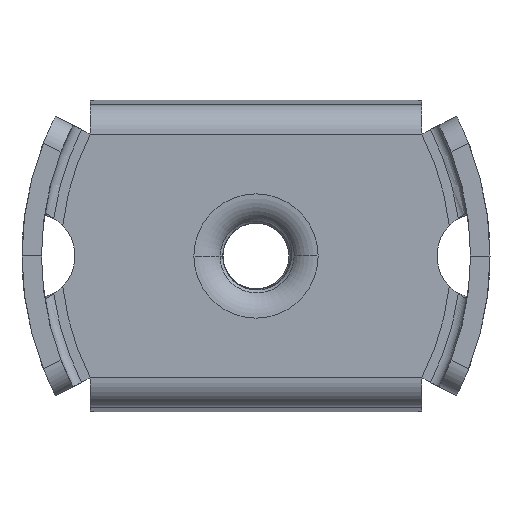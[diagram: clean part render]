
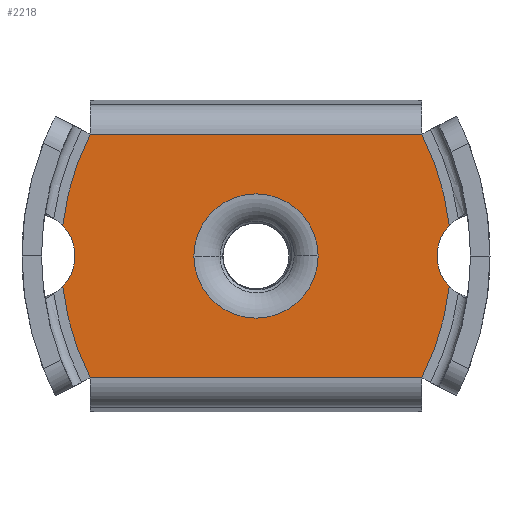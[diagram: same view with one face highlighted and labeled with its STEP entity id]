
A CAD part, left-side view. The second image highlights one B-rep face of the part: STEP entity #2218.
In plain terms, the highlighted planar face has unit normal (-1, 0, 0).
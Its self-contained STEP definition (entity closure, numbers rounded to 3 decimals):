
#306=CARTESIAN_POINT('',(-2.,23.071,0.));
#307=DIRECTION('',(-1.,0.,0.));
#308=DIRECTION('',(0.,-0.722,-0.692));
#309=AXIS2_PLACEMENT_3D('',#306,#307,#308);
#311=DIRECTION('',(0.,1.,0.));
#312=VECTOR('',#311,34.);
#313=CARTESIAN_POINT('',(-2.,-17.,12.5));
#314=LINE('',#313,#312);
#315=CARTESIAN_POINT('',(-2.,-23.071,0.));
#316=DIRECTION('',(-1.,0.,0.));
#317=DIRECTION('',(0.,0.722,0.692));
#318=AXIS2_PLACEMENT_3D('',#315,#316,#317);
#320=DIRECTION('',(0.,1.,0.));
#321=VECTOR('',#320,34.);
#322=CARTESIAN_POINT('',(-2.,-17.,-12.5));
#323=LINE('',#322,#321);
#324=CARTESIAN_POINT('',(-2.,0.,0.));
#325=DIRECTION('',(1.,0.,0.));
#326=DIRECTION('',(0.,-1.,0.));
#327=AXIS2_PLACEMENT_3D('',#324,#325,#326);
#329=CARTESIAN_POINT('',(-2.,0.,0.));
#330=DIRECTION('',(1.,0.,0.));
#331=DIRECTION('',(0.,1.,0.));
#332=AXIS2_PLACEMENT_3D('',#329,#330,#331);
#339=CARTESIAN_POINT('',(-2.,17.,12.5));
#340=CARTESIAN_POINT('',(-2.,17.374,11.765));
#341=CARTESIAN_POINT('',(-2.,18.053,10.27));
#342=CARTESIAN_POINT('',(-2.,18.867,7.945));
#343=CARTESIAN_POINT('',(-2.,19.472,5.554));
#344=CARTESIAN_POINT('',(-2.,19.73,3.933));
#345=CARTESIAN_POINT('',(-2.,19.823,3.115));
#687=CARTESIAN_POINT('',(-2.,19.823,-3.115));
#688=CARTESIAN_POINT('',(-2.,19.73,-3.933));
#689=CARTESIAN_POINT('',(-2.,19.472,-5.554));
#690=CARTESIAN_POINT('',(-2.,18.867,-7.945));
#691=CARTESIAN_POINT('',(-2.,18.053,-10.27));
#692=CARTESIAN_POINT('',(-2.,17.374,-11.765));
#693=CARTESIAN_POINT('',(-2.,17.,-12.5));
#736=CARTESIAN_POINT('',(-2.,-17.,12.5));
#737=CARTESIAN_POINT('',(-2.,-17.374,11.765));
#738=CARTESIAN_POINT('',(-2.,-18.053,10.27));
#739=CARTESIAN_POINT('',(-2.,-18.867,7.945));
#740=CARTESIAN_POINT('',(-2.,-19.472,5.554));
#741=CARTESIAN_POINT('',(-2.,-19.73,3.933));
#742=CARTESIAN_POINT('',(-2.,-19.823,3.115));
#1059=CARTESIAN_POINT('',(-2.,-19.823,-3.115));
#1060=CARTESIAN_POINT('',(-2.,-19.73,-3.933));
#1061=CARTESIAN_POINT('',(-2.,-19.472,-5.554));
#1062=CARTESIAN_POINT('',(-2.,-18.867,-7.945));
#1063=CARTESIAN_POINT('',(-2.,-18.053,-10.27));
#1064=CARTESIAN_POINT('',(-2.,-17.374,-11.765));
#1065=CARTESIAN_POINT('',(-2.,-17.,-12.5));
#1537=CARTESIAN_POINT('',(-2.,-6.375,0.));
#1538=CARTESIAN_POINT('',(-2.,6.375,0.));
#1539=VERTEX_POINT('',#1537);
#1540=VERTEX_POINT('',#1538);
#1571=CARTESIAN_POINT('',(-2.,19.823,-3.115));
#1572=CARTESIAN_POINT('',(-2.,19.823,3.115));
#1573=VERTEX_POINT('',#1571);
#1574=VERTEX_POINT('',#1572);
#1575=CARTESIAN_POINT('',(-2.,-19.823,3.115));
#1576=CARTESIAN_POINT('',(-2.,-19.823,-3.115));
#1577=VERTEX_POINT('',#1575);
#1578=VERTEX_POINT('',#1576);
#1579=VERTEX_POINT('',#339);
#1580=VERTEX_POINT('',#693);
#1581=VERTEX_POINT('',#736);
#1582=VERTEX_POINT('',#1065);
#2192=CARTESIAN_POINT('',(-2.,-20.,12.5));
#2193=DIRECTION('',(1.,0.,0.));
#2194=DIRECTION('',(0.,1.,0.));
#2195=AXIS2_PLACEMENT_3D('',#2192,#2193,#2194);
#2196=PLANE('',#2195);
#2197=ORIENTED_EDGE('',*,*,#1853,.T.);
#2199=ORIENTED_EDGE('',*,*,#2198,.F.);
#2201=ORIENTED_EDGE('',*,*,#2200,.F.);
#2203=ORIENTED_EDGE('',*,*,#2202,.T.);
#2204=ORIENTED_EDGE('',*,*,#2103,.T.);
#2206=ORIENTED_EDGE('',*,*,#2205,.T.);
#2207=ORIENTED_EDGE('',*,*,#2184,.T.);
#2209=ORIENTED_EDGE('',*,*,#2208,.F.);
#2210=EDGE_LOOP('',(#2197,#2199,#2201,#2203,#2204,#2206,#2207,#2209));
#2211=FACE_OUTER_BOUND('',#2210,.F.);
#2213=ORIENTED_EDGE('',*,*,#2212,.F.);
#2215=ORIENTED_EDGE('',*,*,#2214,.F.);
#2216=EDGE_LOOP('',(#2213,#2215));
#2217=FACE_BOUND('',#2216,.F.);
#2218=ADVANCED_FACE('',(#2211,#2217),#2196,.F.);
#310=CIRCLE('',#309,4.5);
#319=CIRCLE('',#318,4.5);
#328=CIRCLE('',#327,6.375);
#333=CIRCLE('',#332,6.375);
#346=B_SPLINE_CURVE_WITH_KNOTS('',3,(#339,#340,#341,#342,#343,#344,#345),
.UNSPECIFIED.,.F.,.F.,(4,1,1,1,4),(0.,0.25,0.5,0.75,1.),
.UNSPECIFIED.);
#694=B_SPLINE_CURVE_WITH_KNOTS('',3,(#687,#688,#689,#690,#691,#692,#693),
.UNSPECIFIED.,.F.,.F.,(4,1,1,1,4),(0.,0.25,0.5,0.75,1.),
.UNSPECIFIED.);
#743=B_SPLINE_CURVE_WITH_KNOTS('',3,(#736,#737,#738,#739,#740,#741,#742),
.UNSPECIFIED.,.F.,.F.,(4,1,1,1,4),(0.,0.25,0.5,0.75,1.),
.UNSPECIFIED.);
#1066=B_SPLINE_CURVE_WITH_KNOTS('',3,(#1059,#1060,#1061,#1062,#1063,#1064,
#1065),.UNSPECIFIED.,.F.,.F.,(4,1,1,1,4),(0.,0.25,0.5,0.75,1.),
.UNSPECIFIED.);
#1853=EDGE_CURVE('',#1573,#1574,#310,.T.);
#2103=EDGE_CURVE('',#1577,#1578,#319,.T.);
#2184=EDGE_CURVE('',#1582,#1580,#323,.T.);
#2198=EDGE_CURVE('',#1579,#1574,#346,.T.);
#2200=EDGE_CURVE('',#1581,#1579,#314,.T.);
#2202=EDGE_CURVE('',#1581,#1577,#743,.T.);
#2205=EDGE_CURVE('',#1578,#1582,#1066,.T.);
#2208=EDGE_CURVE('',#1573,#1580,#694,.T.);
#2212=EDGE_CURVE('',#1539,#1540,#328,.T.);
#2214=EDGE_CURVE('',#1540,#1539,#333,.T.);
